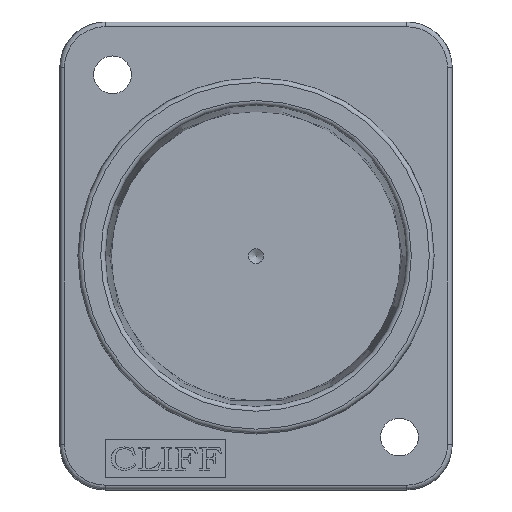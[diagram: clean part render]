
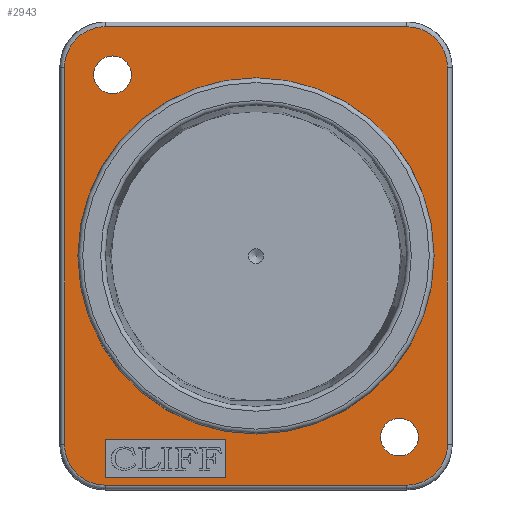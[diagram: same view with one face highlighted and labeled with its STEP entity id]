
A CAD part, top view. The second image highlights one B-rep face of the part: STEP entity #2943.
In plain terms, the highlighted planar face has unit normal (0, 0, 1).
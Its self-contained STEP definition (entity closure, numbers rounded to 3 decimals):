
#24=ELLIPSE('',#3086,2.7,2.7);
#27=ELLIPSE('',#3093,2.7,2.7);
#29=ELLIPSE('',#3098,2.7,2.7);
#31=ELLIPSE('',#3103,2.7,2.7);
#151=FACE_BOUND('',#556,.T.);
#152=FACE_BOUND('',#557,.T.);
#153=FACE_BOUND('',#558,.T.);
#154=FACE_BOUND('',#559,.T.);
#246=PLANE('',#3111);
#396=FACE_OUTER_BOUND('',#555,.T.);
#555=EDGE_LOOP('',(#2594,#2595,#2596,#2597,#2598,#2599,#2600,#2601));
#556=EDGE_LOOP('',(#2602));
#557=EDGE_LOOP('',(#2603,#2604,#2605,#2606));
#558=EDGE_LOOP('',(#2607));
#559=EDGE_LOOP('',(#2608));
#826=LINE('',#4930,#1116);
#830=LINE('',#4938,#1120);
#833=LINE('',#4944,#1123);
#836=LINE('',#4949,#1126);
#839=LINE('',#4990,#1129);
#841=LINE('',#5026,#1131);
#843=LINE('',#5062,#1133);
#845=LINE('',#5095,#1135);
#1116=VECTOR('',#3603,10.);
#1120=VECTOR('',#3609,10.);
#1123=VECTOR('',#3614,10.);
#1126=VECTOR('',#3619,10.);
#1129=VECTOR('',#3636,10.);
#1131=VECTOR('',#3648,10.);
#1133=VECTOR('',#3660,10.);
#1135=VECTOR('',#3670,10.);
#1167=CIRCLE('',#3002,11.8);
#1176=CIRCLE('',#3112,1.25);
#1177=CIRCLE('',#3113,1.25);
#1195=VERTEX_POINT('',#3777);
#1408=VERTEX_POINT('',#4928);
#1409=VERTEX_POINT('',#4929);
#1412=VERTEX_POINT('',#4937);
#1414=VERTEX_POINT('',#4943);
#1417=VERTEX_POINT('',#4978);
#1418=VERTEX_POINT('',#4980);
#1420=VERTEX_POINT('',#4986);
#1422=VERTEX_POINT('',#5016);
#1424=VERTEX_POINT('',#5022);
#1426=VERTEX_POINT('',#5052);
#1428=VERTEX_POINT('',#5058);
#1430=VERTEX_POINT('',#5088);
#1437=VERTEX_POINT('',#5115);
#1438=VERTEX_POINT('',#5117);
#1467=EDGE_CURVE('',#1195,#1195,#1167,.T.);
#1786=EDGE_CURVE('',#1408,#1409,#826,.T.);
#1790=EDGE_CURVE('',#1412,#1408,#830,.T.);
#1793=EDGE_CURVE('',#1414,#1412,#833,.T.);
#1796=EDGE_CURVE('',#1409,#1414,#836,.T.);
#1799=EDGE_CURVE('',#1417,#1418,#24,.T.);
#1804=EDGE_CURVE('',#1418,#1420,#839,.T.);
#1807=EDGE_CURVE('',#1420,#1422,#27,.T.);
#1810=EDGE_CURVE('',#1422,#1424,#841,.T.);
#1813=EDGE_CURVE('',#1424,#1426,#29,.T.);
#1816=EDGE_CURVE('',#1426,#1428,#843,.T.);
#1819=EDGE_CURVE('',#1428,#1430,#31,.T.);
#1821=EDGE_CURVE('',#1430,#1417,#845,.T.);
#1831=EDGE_CURVE('',#1437,#1437,#1176,.T.);
#1832=EDGE_CURVE('',#1438,#1438,#1177,.T.);
#2594=ORIENTED_EDGE('',*,*,#1799,.F.);
#2595=ORIENTED_EDGE('',*,*,#1821,.F.);
#2596=ORIENTED_EDGE('',*,*,#1819,.F.);
#2597=ORIENTED_EDGE('',*,*,#1816,.F.);
#2598=ORIENTED_EDGE('',*,*,#1813,.F.);
#2599=ORIENTED_EDGE('',*,*,#1810,.F.);
#2600=ORIENTED_EDGE('',*,*,#1807,.F.);
#2601=ORIENTED_EDGE('',*,*,#1804,.F.);
#2602=ORIENTED_EDGE('',*,*,#1467,.T.);
#2603=ORIENTED_EDGE('',*,*,#1786,.T.);
#2604=ORIENTED_EDGE('',*,*,#1796,.T.);
#2605=ORIENTED_EDGE('',*,*,#1793,.T.);
#2606=ORIENTED_EDGE('',*,*,#1790,.T.);
#2607=ORIENTED_EDGE('',*,*,#1831,.T.);
#2608=ORIENTED_EDGE('',*,*,#1832,.T.);
#2943=ADVANCED_FACE('',(#396,#151,#152,#153,#154),#246,.T.);
#3002=AXIS2_PLACEMENT_3D('',#3779,#3195,#3196);
#3086=AXIS2_PLACEMENT_3D('',#4981,#3625,#3626);
#3093=AXIS2_PLACEMENT_3D('',#5020,#3641,#3642);
#3098=AXIS2_PLACEMENT_3D('',#5056,#3653,#3654);
#3103=AXIS2_PLACEMENT_3D('',#5092,#3665,#3666);
#3111=AXIS2_PLACEMENT_3D('',#5114,#3690,#3691);
#3112=AXIS2_PLACEMENT_3D('',#5116,#3692,#3693);
#3113=AXIS2_PLACEMENT_3D('',#5118,#3694,#3695);
#3195=DIRECTION('center_axis',(0.,0.,-1.));
#3196=DIRECTION('ref_axis',(-1.,0.,0.));
#3603=DIRECTION('',(0.,1.,0.));
#3609=DIRECTION('',(-1.,0.,0.));
#3614=DIRECTION('',(0.,-1.,0.));
#3619=DIRECTION('',(1.,0.,0.));
#3625=DIRECTION('center_axis',(0.,0.,-1.));
#3626=DIRECTION('ref_axis',(-0.707,0.707,0.));
#3636=DIRECTION('',(1.,0.,0.));
#3641=DIRECTION('center_axis',(0.,0.,-1.));
#3642=DIRECTION('ref_axis',(0.707,0.707,0.));
#3648=DIRECTION('',(0.,-1.,0.));
#3653=DIRECTION('center_axis',(0.,0.,-1.));
#3654=DIRECTION('ref_axis',(0.707,-0.707,0.));
#3660=DIRECTION('',(-1.,0.,0.));
#3665=DIRECTION('center_axis',(0.,0.,-1.));
#3666=DIRECTION('ref_axis',(-0.707,-0.707,0.));
#3670=DIRECTION('',(0.,1.,0.));
#3690=DIRECTION('center_axis',(0.,0.,1.));
#3691=DIRECTION('ref_axis',(1.,0.,0.));
#3692=DIRECTION('center_axis',(0.,0.,-1.));
#3693=DIRECTION('ref_axis',(-1.,0.,0.));
#3694=DIRECTION('center_axis',(0.,0.,-1.));
#3695=DIRECTION('ref_axis',(-1.,0.,0.));
#3777=CARTESIAN_POINT('',(11.8,0.,2.3));
#3779=CARTESIAN_POINT('Origin',(0.,0.,2.3));
#4928=CARTESIAN_POINT('',(-10.,-14.683,2.3));
#4929=CARTESIAN_POINT('',(-10.,-12.183,2.3));
#4930=CARTESIAN_POINT('',(-10.,-7.341,2.3));
#4937=CARTESIAN_POINT('',(-2.,-14.683,2.3));
#4938=CARTESIAN_POINT('',(-1.,-14.683,2.3));
#4943=CARTESIAN_POINT('',(-2.,-12.183,2.3));
#4944=CARTESIAN_POINT('',(-2.,-6.091,2.3));
#4949=CARTESIAN_POINT('',(-5.,-12.183,2.3));
#4978=CARTESIAN_POINT('',(-12.683,12.483,2.3));
#4980=CARTESIAN_POINT('',(-9.983,15.183,2.3));
#4981=CARTESIAN_POINT('Origin',(-9.982,12.482,2.3));
#4986=CARTESIAN_POINT('',(9.983,15.183,2.3));
#4990=CARTESIAN_POINT('',(-6.5,15.183,2.3));
#5016=CARTESIAN_POINT('',(12.683,12.483,2.3));
#5020=CARTESIAN_POINT('Origin',(9.982,12.482,2.3));
#5022=CARTESIAN_POINT('',(12.683,-12.483,2.3));
#5026=CARTESIAN_POINT('',(12.683,7.75,2.3));
#5052=CARTESIAN_POINT('',(9.983,-15.183,2.3));
#5056=CARTESIAN_POINT('Origin',(9.982,-12.482,2.3));
#5058=CARTESIAN_POINT('',(-9.983,-15.183,2.3));
#5062=CARTESIAN_POINT('',(6.5,-15.183,2.3));
#5088=CARTESIAN_POINT('',(-12.683,-12.483,2.3));
#5092=CARTESIAN_POINT('Origin',(-9.982,-12.482,2.3));
#5095=CARTESIAN_POINT('',(-12.683,-7.75,2.3));
#5114=CARTESIAN_POINT('Origin',(0.,0.,
2.3));
#5115=CARTESIAN_POINT('',(10.75,-12.,2.3));
#5116=CARTESIAN_POINT('Origin',(9.5,-12.,2.3));
#5117=CARTESIAN_POINT('',(-8.25,12.,2.3));
#5118=CARTESIAN_POINT('Origin',(-9.5,12.,2.3));
